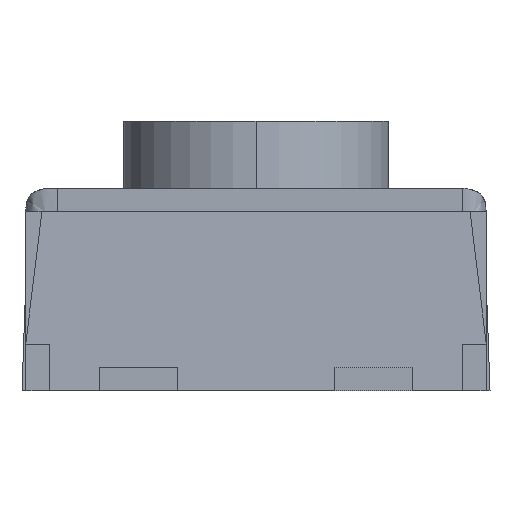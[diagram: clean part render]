
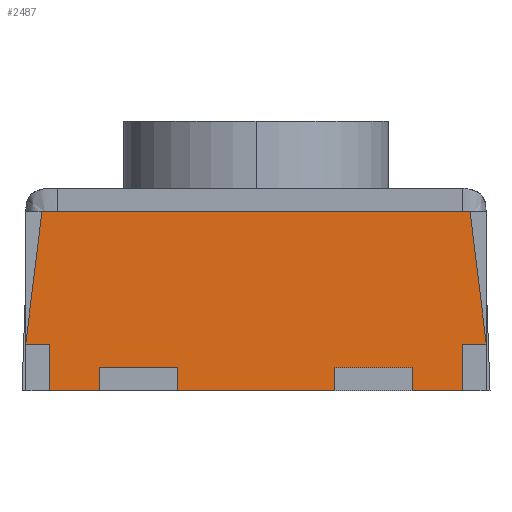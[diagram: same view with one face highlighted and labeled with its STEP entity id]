
A CAD part, left-side view. The second image highlights one B-rep face of the part: STEP entity #2487.
In plain terms, the highlighted planar face has unit normal (-0.999, 0, 0.035).
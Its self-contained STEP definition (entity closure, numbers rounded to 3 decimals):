
#19 = DIRECTION ( 'NONE',  ( -0.999, 0., 0.035 ) ) ;
#83 = ORIENTED_EDGE ( 'NONE', *, *, #2993, .F. ) ;
#87 = ORIENTED_EDGE ( 'NONE', *, *, #2390, .F. ) ;
#91 = LINE ( 'NONE', #563, #2220 ) ;
#156 = ORIENTED_EDGE ( 'NONE', *, *, #2340, .T. ) ;
#196 = DIRECTION ( 'NONE',  ( 0., -1., 0. ) ) ;
#295 = ORIENTED_EDGE ( 'NONE', *, *, #1511, .T. ) ;
#319 = CARTESIAN_POINT ( 'NONE',  ( -1.75, -1.5, 0. ) ) ;
#321 = VERTEX_POINT ( 'NONE', #1579 ) ;
#562 = LINE ( 'NONE', #1073, #1193 ) ;
#563 = CARTESIAN_POINT ( 'NONE',  ( -1.708, 1.365, 1.209 ) ) ;
#571 = CARTESIAN_POINT ( 'NONE',  ( -1.75, -1.325, 0. ) ) ;
#600 = VECTOR ( 'NONE', #737, 1000. ) ;
#623 = VERTEX_POINT ( 'NONE', #2490 ) ;
#717 = VECTOR ( 'NONE', #1883, 1000. ) ;
#737 = DIRECTION ( 'NONE',  ( 0., 1., 0. ) ) ;
#852 = DIRECTION ( 'NONE',  ( 0., -1., 0. ) ) ;
#853 = DIRECTION ( 'NONE',  ( -0.035, 0.122, -0.992 ) ) ;
#884 = CARTESIAN_POINT ( 'NONE',  ( -1.71, -1.372, 1.15 ) ) ;
#901 = DIRECTION ( 'NONE',  ( 0.035, 0., 0.999 ) ) ;
#925 = VECTOR ( 'NONE', #1014, 1000. ) ;
#980 = CARTESIAN_POINT ( 'NONE',  ( -1.74, 1.325, 0.3 ) ) ;
#1014 = DIRECTION ( 'NONE',  ( 0., -1., 0. ) ) ;
#1017 = CARTESIAN_POINT ( 'NONE',  ( -1.74, -1.5, 0.3 ) ) ;
#1073 = CARTESIAN_POINT ( 'NONE',  ( -1.708, -1.365, 1.209 ) ) ;
#1107 = VERTEX_POINT ( 'NONE', #2153 ) ;
#1180 = LINE ( 'NONE', #2247, #1854 ) ;
#1185 = LINE ( 'NONE', #1276, #925 ) ;
#1193 = VECTOR ( 'NONE', #2152, 1000. ) ;
#1276 = CARTESIAN_POINT ( 'NONE',  ( -1.75, -1.5, 0. ) ) ;
#1317 = VERTEX_POINT ( 'NONE', #884 ) ;
#1366 = CARTESIAN_POINT ( 'NONE',  ( -1.74, 1.476, 0.3 ) ) ;
#1508 = CARTESIAN_POINT ( 'NONE',  ( -1.74, -1.5, 0.3 ) ) ;
#1511 = EDGE_CURVE ( 'NONE', #623, #1107, #3223, .T. ) ;
#1576 = ORIENTED_EDGE ( 'NONE', *, *, #2018, .T. ) ;
#1579 = CARTESIAN_POINT ( 'NONE',  ( -1.75, 1.325, 0. ) ) ;
#1774 = LINE ( 'NONE', #1508, #600 ) ;
#1840 = ORIENTED_EDGE ( 'NONE', *, *, #2144, .F. ) ;
#1854 = VECTOR ( 'NONE', #901, 1000. ) ;
#1883 = DIRECTION ( 'NONE',  ( -0.035, 0., -0.999 ) ) ;
#2005 = CARTESIAN_POINT ( 'NONE',  ( -1.71, 1.372, 1.15 ) ) ;
#2018 = EDGE_CURVE ( 'NONE', #321, #3002, #1185, .T. ) ;
#2066 = VERTEX_POINT ( 'NONE', #980 ) ;
#2125 = CARTESIAN_POINT ( 'NONE',  ( -1.75, -1.325, 0. ) ) ;
#2144 = EDGE_CURVE ( 'NONE', #623, #3002, #2339, .T. ) ;
#2150 = LINE ( 'NONE', #2954, #2821 ) ;
#2152 = DIRECTION ( 'NONE',  ( 0.035, 0.122, 0.992 ) ) ;
#2153 = CARTESIAN_POINT ( 'NONE',  ( -1.74, -1.476, 0.3 ) ) ;
#2220 = VECTOR ( 'NONE', #853, 1000. ) ;
#2247 = CARTESIAN_POINT ( 'NONE',  ( -1.75, 1.325, 0. ) ) ;
#2339 = LINE ( 'NONE', #2125, #717 ) ;
#2340 = EDGE_CURVE ( 'NONE', #3097, #2567, #91, .T. ) ;
#2390 = EDGE_CURVE ( 'NONE', #321, #2066, #1180, .T. ) ;
#2459 = DIRECTION ( 'NONE',  ( 0.035, 0., 0.999 ) ) ;
#2487 = ADVANCED_FACE ( 'NONE', ( #2539 ), #2904, .T. ) ;
#2490 = CARTESIAN_POINT ( 'NONE',  ( -1.74, -1.325, 0.3 ) ) ;
#2539 = FACE_OUTER_BOUND ( 'NONE', #3233, .T. ) ;
#2567 = VERTEX_POINT ( 'NONE', #1366 ) ;
#2782 = AXIS2_PLACEMENT_3D ( 'NONE', #319, #19, #2459 ) ;
#2812 = VECTOR ( 'NONE', #196, 1000. ) ;
#2821 = VECTOR ( 'NONE', #852, 1000. ) ;
#2904 = PLANE ( 'NONE',  #2782 ) ;
#2917 = EDGE_CURVE ( 'NONE', #1107, #1317, #562, .T. ) ;
#2954 = CARTESIAN_POINT ( 'NONE',  ( -1.71, -1.5, 1.15 ) ) ;
#2993 = EDGE_CURVE ( 'NONE', #3097, #1317, #2150, .T. ) ;
#3002 = VERTEX_POINT ( 'NONE', #571 ) ;
#3079 = ORIENTED_EDGE ( 'NONE', *, *, #3220, .F. ) ;
#3089 = ORIENTED_EDGE ( 'NONE', *, *, #2917, .T. ) ;
#3097 = VERTEX_POINT ( 'NONE', #2005 ) ;
#3220 = EDGE_CURVE ( 'NONE', #2066, #2567, #1774, .T. ) ;
#3223 = LINE ( 'NONE', #1017, #2812 ) ;
#3233 = EDGE_LOOP ( 'NONE', ( #295, #3089, #83, #156, #3079, #87, #1576, #1840 ) ) ;
